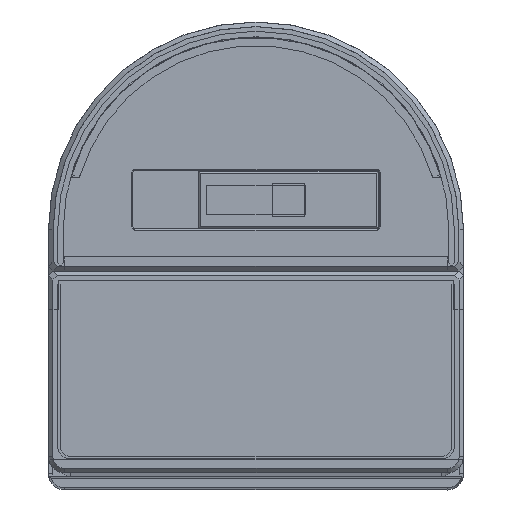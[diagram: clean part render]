
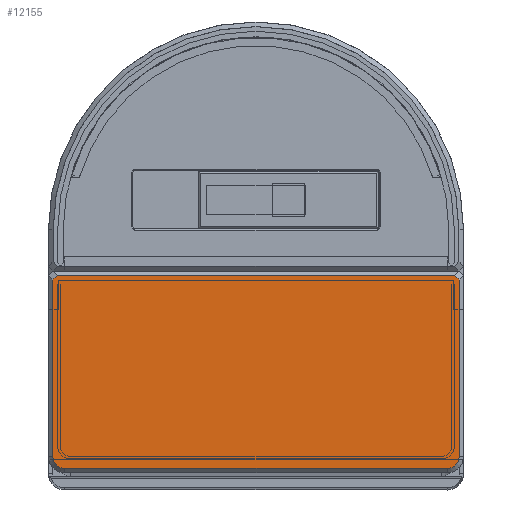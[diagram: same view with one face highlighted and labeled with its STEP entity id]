
A CAD part, top view. The second image highlights one B-rep face of the part: STEP entity #12155.
In plain terms, the highlighted face is planar.
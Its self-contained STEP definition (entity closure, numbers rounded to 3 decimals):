
#14 = AXIS2_PLACEMENT_3D ( 'NONE', #6604, #6318, #1301 ) ;
#435 = CARTESIAN_POINT ( 'NONE',  ( -29.5, -759.4, -0.682 ) ) ;
#807 = ORIENTED_EDGE ( 'NONE', *, *, #9722, .T. ) ;
#1019 = B_SPLINE_CURVE_WITH_KNOTS ( 'NONE', 3,
 ( #1630, #1562, #7914, #8178, #1754, #6031 ),
 .UNSPECIFIED., .F., .F.,
 ( 4, 2, 4 ),
 ( 0., 0.5, 1. ),
 .UNSPECIFIED. ) ;
#1111 = DIRECTION ( 'NONE',  ( 0., 0., -1. ) ) ;
#1301 = DIRECTION ( 'NONE',  ( 0., 0., 1. ) ) ;
#1355 = CARTESIAN_POINT ( 'NONE',  ( 30.65, -759.4, -30.458 ) ) ;
#1404 = VERTEX_POINT ( 'NONE', #7911 ) ;
#1562 = CARTESIAN_POINT ( 'NONE',  ( -31.358, -759.4, -29.961 ) ) ;
#1630 = CARTESIAN_POINT ( 'NONE',  ( -31.358, -759.4, -29.742 ) ) ;
#1634 = CIRCLE ( 'NONE', #12888, 1.858 ) ;
#1754 = CARTESIAN_POINT ( 'NONE',  ( -30.871, -759.4, -30.458 ) ) ;
#1760 = EDGE_CURVE ( 'NONE', #9483, #4301, #1634, .T. ) ;
#2006 = VECTOR ( 'NONE', #13482, 1000. ) ;
#2037 = VECTOR ( 'NONE', #1111, 1000. ) ;
#2208 = CARTESIAN_POINT ( 'NONE',  ( -29.5, -759.4, -0.682 ) ) ;
#2341 = FACE_OUTER_BOUND ( 'NONE', #7434, .T. ) ;
#2424 = ORIENTED_EDGE ( 'NONE', *, *, #1760, .F. ) ;
#2564 = VERTEX_POINT ( 'NONE', #7385 ) ;
#2567 = EDGE_CURVE ( 'NONE', #6704, #3325, #3246, .T. ) ;
#2568 = LINE ( 'NONE', #13355, #3905 ) ;
#2759 = DIRECTION ( 'NONE',  ( 0., 1., 0. ) ) ;
#3246 = LINE ( 'NONE', #6619, #2037 ) ;
#3323 = B_SPLINE_CURVE_WITH_KNOTS ( 'NONE', 3,
 ( #1355, #5478, #5548, #5701, #9927, #9787, #11696, #6445 ),
 .UNSPECIFIED., .F., .F.,
 ( 4, 2, 2, 4 ),
 ( 0., 0.25, 0.5, 1. ),
 .UNSPECIFIED. ) ;
#3325 = VERTEX_POINT ( 'NONE', #13211 ) ;
#3530 = DIRECTION ( 'NONE',  ( 1., 0., 0. ) ) ;
#3905 = VECTOR ( 'NONE', #11067, 1000. ) ;
#3935 = CARTESIAN_POINT ( 'NONE',  ( -29.5, -759.4, -2.54 ) ) ;
#4122 = ORIENTED_EDGE ( 'NONE', *, *, #5355, .F. ) ;
#4301 = VERTEX_POINT ( 'NONE', #435 ) ;
#4572 = ORIENTED_EDGE ( 'NONE', *, *, #10404, .F. ) ;
#4700 = DIRECTION ( 'NONE',  ( 0., 1., 0. ) ) ;
#5355 = EDGE_CURVE ( 'NONE', #11077, #9483, #5944, .T. ) ;
#5478 = CARTESIAN_POINT ( 'NONE',  ( 30.76, -759.4, -30.458 ) ) ;
#5538 = AXIS2_PLACEMENT_3D ( 'NONE', #8789, #4700, #3530 ) ;
#5548 = CARTESIAN_POINT ( 'NONE',  ( 30.857, -759.4, -30.442 ) ) ;
#5701 = CARTESIAN_POINT ( 'NONE',  ( 31.03, -759.4, -30.378 ) ) ;
#5944 = LINE ( 'NONE', #6074, #2006 ) ;
#5971 = CIRCLE ( 'NONE', #14, 1.858 ) ;
#6031 = CARTESIAN_POINT ( 'NONE',  ( -30.65, -759.4, -30.458 ) ) ;
#6074 = CARTESIAN_POINT ( 'NONE',  ( -31.358, -759.4, -29.742 ) ) ;
#6281 = CARTESIAN_POINT ( 'NONE',  ( -31.358, -759.4, -2.54 ) ) ;
#6318 = DIRECTION ( 'NONE',  ( 0., 1., 0. ) ) ;
#6428 = DIRECTION ( 'NONE',  ( 1., 0., 0. ) ) ;
#6445 = CARTESIAN_POINT ( 'NONE',  ( 31.358, -759.4, -29.742 ) ) ;
#6604 = CARTESIAN_POINT ( 'NONE',  ( 29.5, -759.4, -2.54 ) ) ;
#6619 = CARTESIAN_POINT ( 'NONE',  ( 31.358, -759.4, -2.54 ) ) ;
#6704 = VERTEX_POINT ( 'NONE', #8544 ) ;
#6944 = ORIENTED_EDGE ( 'NONE', *, *, #11294, .F. ) ;
#7385 = CARTESIAN_POINT ( 'NONE',  ( 29.5, -759.4, -0.682 ) ) ;
#7434 = EDGE_LOOP ( 'NONE', ( #7448, #10936, #6944, #4572, #2424, #4122, #11145, #807 ) ) ;
#7448 = ORIENTED_EDGE ( 'NONE', *, *, #13206, .T. ) ;
#7469 = LINE ( 'NONE', #2208, #9243 ) ;
#7605 = CARTESIAN_POINT ( 'NONE',  ( -31.358, -759.4, -29.742 ) ) ;
#7911 = CARTESIAN_POINT ( 'NONE',  ( 30.65, -759.4, -30.458 ) ) ;
#7914 = CARTESIAN_POINT ( 'NONE',  ( -31.294, -759.4, -30.136 ) ) ;
#7958 = CARTESIAN_POINT ( 'NONE',  ( -30.65, -759.4, -30.458 ) ) ;
#8178 = CARTESIAN_POINT ( 'NONE',  ( -31.044, -759.4, -30.394 ) ) ;
#8544 = CARTESIAN_POINT ( 'NONE',  ( 31.358, -759.4, -2.54 ) ) ;
#8789 = CARTESIAN_POINT ( 'NONE',  ( 0., -759.4, -2.14 ) ) ;
#9243 = VECTOR ( 'NONE', #6428, 1000. ) ;
#9262 = DIRECTION ( 'NONE',  ( -1., 0., 0. ) ) ;
#9483 = VERTEX_POINT ( 'NONE', #6281 ) ;
#9722 = EDGE_CURVE ( 'NONE', #9742, #1404, #2568, .T. ) ;
#9742 = VERTEX_POINT ( 'NONE', #7958 ) ;
#9787 = CARTESIAN_POINT ( 'NONE',  ( 31.295, -759.4, -30.138 ) ) ;
#9927 = CARTESIAN_POINT ( 'NONE',  ( 31.106, -759.4, -30.328 ) ) ;
#10404 = EDGE_CURVE ( 'NONE', #4301, #2564, #7469, .T. ) ;
#10936 = ORIENTED_EDGE ( 'NONE', *, *, #2567, .F. ) ;
#11067 = DIRECTION ( 'NONE',  ( 1., 0., 0. ) ) ;
#11077 = VERTEX_POINT ( 'NONE', #7605 ) ;
#11145 = ORIENTED_EDGE ( 'NONE', *, *, #12810, .T. ) ;
#11294 = EDGE_CURVE ( 'NONE', #2564, #6704, #5971, .T. ) ;
#11696 = CARTESIAN_POINT ( 'NONE',  ( 31.358, -759.4, -29.963 ) ) ;
#11950 = PLANE ( 'NONE',  #5538 ) ;
#12155 = ADVANCED_FACE ( 'NONE', ( #2341 ), #11950, .F. ) ;
#12810 = EDGE_CURVE ( 'NONE', #11077, #9742, #1019, .T. ) ;
#12888 = AXIS2_PLACEMENT_3D ( 'NONE', #3935, #2759, #9262 ) ;
#13206 = EDGE_CURVE ( 'NONE', #1404, #3325, #3323, .T. ) ;
#13211 = CARTESIAN_POINT ( 'NONE',  ( 31.358, -759.4, -29.742 ) ) ;
#13355 = CARTESIAN_POINT ( 'NONE',  ( -30.65, -759.4, -30.458 ) ) ;
#13482 = DIRECTION ( 'NONE',  ( 0., 0., 1. ) ) ;
